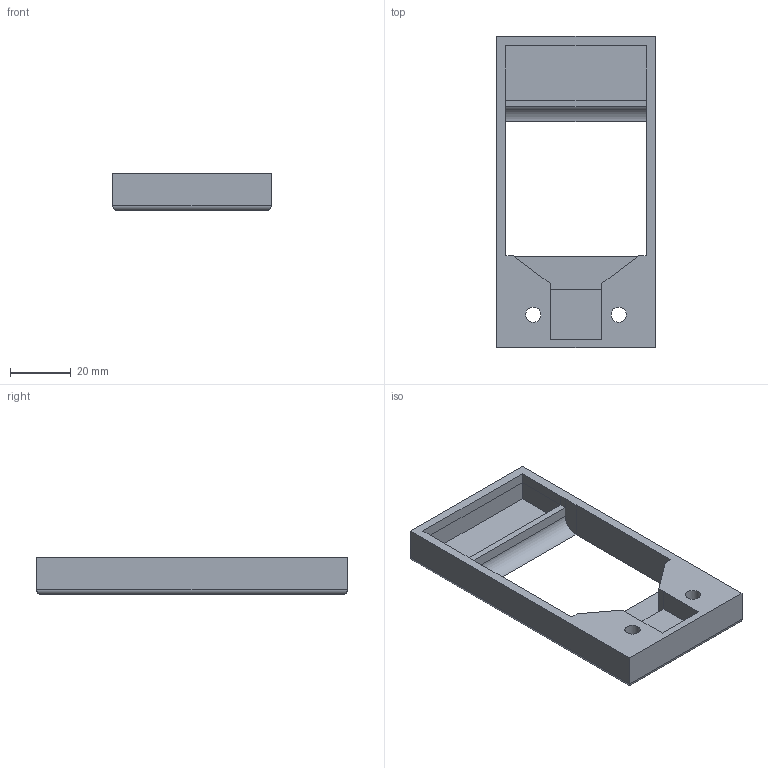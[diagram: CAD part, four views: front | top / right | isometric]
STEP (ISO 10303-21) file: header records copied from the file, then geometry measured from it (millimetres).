
FILE_DESCRIPTION(('FreeCAD Model'),'2;1');
FILE_NAME( 'bxgr_optskin02_mold_a-v3.1-p1.stp' ,'2017-01-11T16:49:04',('FreeCAD'),('FreeCAD'), 'Open CASCADE STEP processor 6.8','FreeCAD','Unknown');
FILE_SCHEMA(('AUTOMOTIVE_DESIGN_CC2 { 1 2 10303 214 -1 1 5 4 }'));
Length unit declared in the file: millimetre
Products named in the file (1): Open CASCADE STEP translator 6.8 2
Bounding box: 52 x 102 x 12 mm (x, y, z)
Volume: 22712.6 mm3; surface area: 13828.4 mm2
Topology: 1 solids, 1 shells, 42 faces, 102 edges, 62 vertices
Faces by surface type: plane 35, cylinder 7
Full cylindrical faces by diameter (mm): 5 x2
Entity records: 2590 total; most frequent: CARTESIAN_POINT 491, DIRECTION 388, LINE 278, VECTOR 278, ORIENTED_EDGE 204, PCURVE 204, DEFINITIONAL_REPRESENTATION 204, EDGE_CURVE 102
